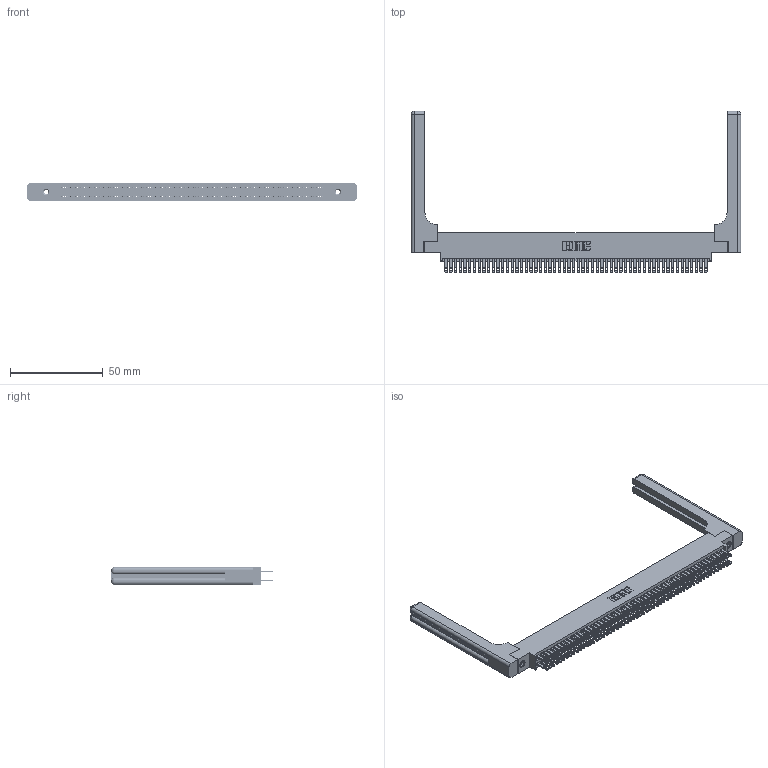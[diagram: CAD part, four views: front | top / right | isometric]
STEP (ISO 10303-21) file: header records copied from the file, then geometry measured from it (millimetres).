
FILE_DESCRIPTION (( 'STEP AP203' ), '1' );
FILE_NAME ('345-112-500-858.STEP', '2019-11-04T19:50:32', ( '' ), ( '' ), 'SwSTEP 2.0', 'SolidWorks 2016', '' );
FILE_SCHEMA (( 'CONFIG_CONTROL_DESIGN' ));
Length unit declared in the file: inch
Products named in the file (5): 345-220-058_345-220-058; 345-112-500-858; 345-292-001_345-293-100; 345 Part_0.170 Offset - 0.156 Dia-TH; 345-250-001_345-250-001-102
Assembly tree (117 placements, depth 2):
  345-112-500-858
    345 Part_0.170 Offset - 0.156 Dia-TH
    345-292-001_345-293-100  x112
    345-250-001_345-250-001-102  x2
    345-220-058_345-220-058  x2
Bounding box: 177.27 x 86.79 x 9.4 mm (x, y, z)
Volume: 26053.8 mm3; surface area: 32600.1 mm2
Topology: 117 solids, 117 shells, 5538 faces, 16811 edges, 11186 vertices
Faces by surface type: plane 3256, cylinder 2222, bspline 36, cone 12, sphere 8, torus 4
Entity records: 47298 total; most frequent: CARTESIAN_POINT 8909, ORIENTED_EDGE 7640, DIRECTION 6772, EDGE_CURVE 3820, VECTOR 3368, LINE 3368, VERTEX_POINT 2538, AXIS2_PLACEMENT_3D 1702
